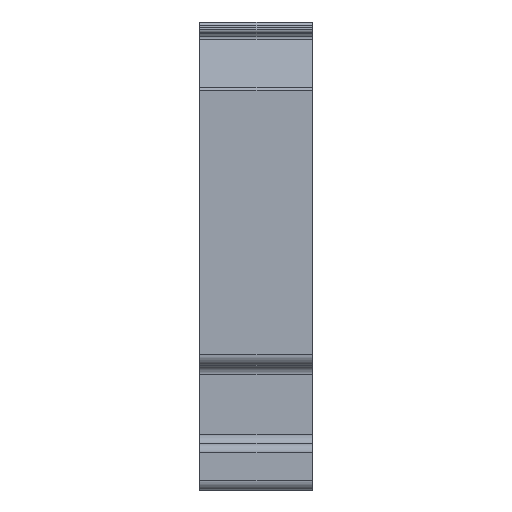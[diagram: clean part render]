
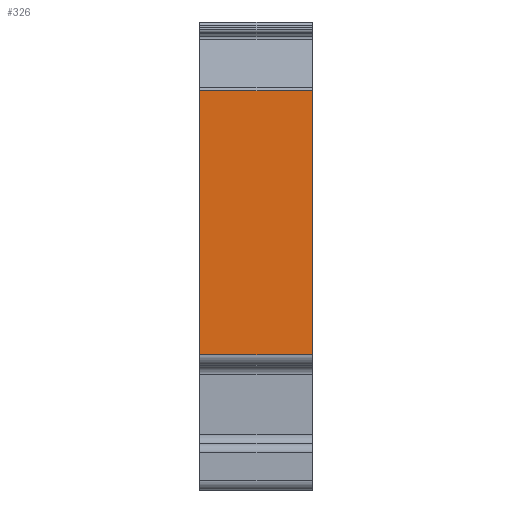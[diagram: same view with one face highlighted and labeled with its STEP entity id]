
A CAD part, left-side view. The second image highlights one B-rep face of the part: STEP entity #326.
In plain terms, the highlighted planar face has unit normal (-1, 0, 0).
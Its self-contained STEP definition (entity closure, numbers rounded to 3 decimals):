
#326 = ADVANCED_FACE( '', ( #733 ), #734, .T. );
#733 = FACE_OUTER_BOUND( '', #1214, .T. );
#734 = PLANE( '', #1215 );
#1214 = EDGE_LOOP( '', ( #2175, #2176, #2177, #2178 ) );
#1215 = AXIS2_PLACEMENT_3D( '', #2179, #2180, #2181 );
#2175 = ORIENTED_EDGE( '', *, *, #3331, .F. );
#2176 = ORIENTED_EDGE( '', *, *, #3332, .F. );
#2177 = ORIENTED_EDGE( '', *, *, #3016, .T. );
#2178 = ORIENTED_EDGE( '', *, *, #2968, .T. );
#2179 = CARTESIAN_POINT( '', ( -72.119, 12.2, 0.183 ) );
#2180 = DIRECTION( '', ( -1., 0., 0. ) );
#2181 = DIRECTION( '', ( 0., 0., 1. ) );
#2968 = EDGE_CURVE( '', #3579, #3576, #3580, .T. );
#3016 = EDGE_CURVE( '', #3670, #3579, #3671, .F. );
#3331 = EDGE_CURVE( '', #4173, #3576, #4174, .T. );
#3332 = EDGE_CURVE( '', #3670, #4173, #4175, .T. );
#3576 = VERTEX_POINT( '', #4471 );
#3579 = VERTEX_POINT( '', #4474 );
#3580 = LINE( '', #4475, #4476 );
#3670 = VERTEX_POINT( '', #4591 );
#3671 = LINE( '', #4592, #4593 );
#4173 = VERTEX_POINT( '', #5301 );
#4174 = LINE( '', #5302, #5303 );
#4175 = LINE( '', #5304, #5305 );
#4471 = CARTESIAN_POINT( '', ( -72.119, 0., 0.183 ) );
#4474 = CARTESIAN_POINT( '', ( -72.119, 12.2, 0.183 ) );
#4475 = CARTESIAN_POINT( '', ( -72.119, 12.2, 0.183 ) );
#4476 = VECTOR( '', #5637, 1000. );
#4591 = CARTESIAN_POINT( '', ( -72.119, 12.2, 28.698 ) );
#4592 = CARTESIAN_POINT( '', ( -72.119, 12.2, 0.183 ) );
#4593 = VECTOR( '', #5723, 1000. );
#5301 = CARTESIAN_POINT( '', ( -72.119, 0., 28.698 ) );
#5302 = CARTESIAN_POINT( '', ( -72.119, 0., -7.248 ) );
#5303 = VECTOR( '', #6059, 1000. );
#5304 = CARTESIAN_POINT( '', ( -72.119, 12.2, 28.698 ) );
#5305 = VECTOR( '', #6060, 1000. );
#5637 = DIRECTION( '', ( 0., -1., 0. ) );
#5723 = DIRECTION( '', ( 0., 0., 1. ) );
#6059 = DIRECTION( '', ( 0., 0., -1. ) );
#6060 = DIRECTION( '', ( 0., -1., 0. ) );
